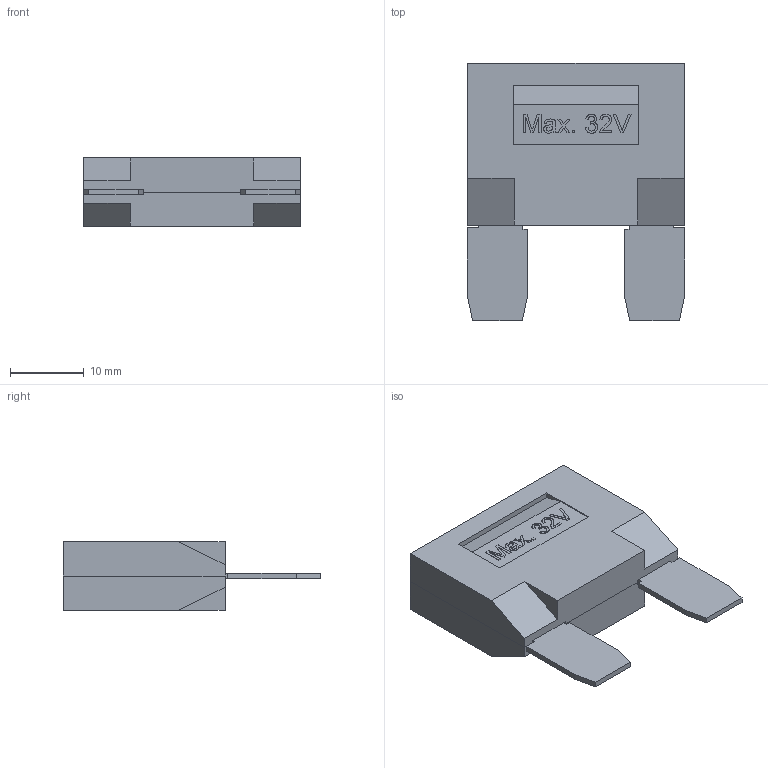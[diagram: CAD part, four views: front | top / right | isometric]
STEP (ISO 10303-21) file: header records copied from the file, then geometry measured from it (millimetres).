
FILE_DESCRIPTION (( 'STEP AP214' ), '1' );
FILE_NAME ('User Library-Bussmann MAXI.STEP', '2017-03-15T15:51:38', ( 'Windows User' ), ( '' ), 'SwSTEP 2.0', 'SolidWorks 2017', '' );
FILE_SCHEMA (( 'AUTOMOTIVE_DESIGN' ));
Length unit declared in the file: inch
Products named in the file (1): User Library-Bussmann MAXI
Bounding box: 29.39 x 34.88 x 9.25 mm (x, y, z)
Volume: 3473 mm3; surface area: 6093.2 mm2
Topology: 5 solids, 5 shells, 554 faces, 1458 edges, 960 vertices
Faces by surface type: plane 371, bspline 105, cylinder 78
Entity records: 21797 total; most frequent: CARTESIAN_POINT 8570, ORIENTED_EDGE 2916, DIRECTION 2304, EDGE_CURVE 1458, LINE 1084, VECTOR 1084, VERTEX_POINT 960, AXIS2_PLACEMENT_3D 610
